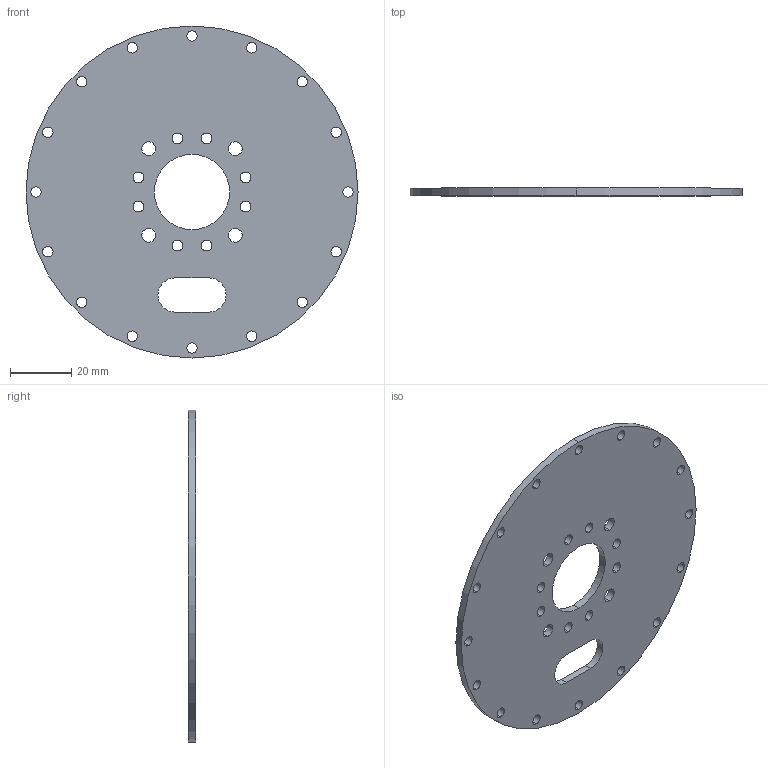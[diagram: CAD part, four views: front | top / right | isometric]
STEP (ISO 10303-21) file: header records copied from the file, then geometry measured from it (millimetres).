
FILE_DESCRIPTION (( 'STEP AP214' ), '1' );
FILE_NAME ('Motor Baseplate^SH Motor Assem.STEP', '2021-02-19T00:25:57', ( '' ), ( '' ), 'SwSTEP 2.0', 'SolidWorks 2019', '' );
FILE_SCHEMA (( 'AUTOMOTIVE_DESIGN' ));
Length unit declared in the file: inch
Products named in the file (1): Motor Baseplate^SH Motor Assem
Bounding box: 108.25 x 2.5 x 108.25 mm (x, y, z)
Volume: 20563.8 mm3; surface area: 18425.1 mm2
Topology: 1 solids, 1 shells, 66 faces, 192 edges, 128 vertices
Faces by surface type: cylinder 62, plane 4
Entity records: 2420 total; most frequent: DIRECTION 450, CARTESIAN_POINT 387, ORIENTED_EDGE 384, EDGE_CURVE 192, AXIS2_PLACEMENT_3D 191, VERTEX_POINT 128, EDGE_LOOP 126, CIRCLE 124
